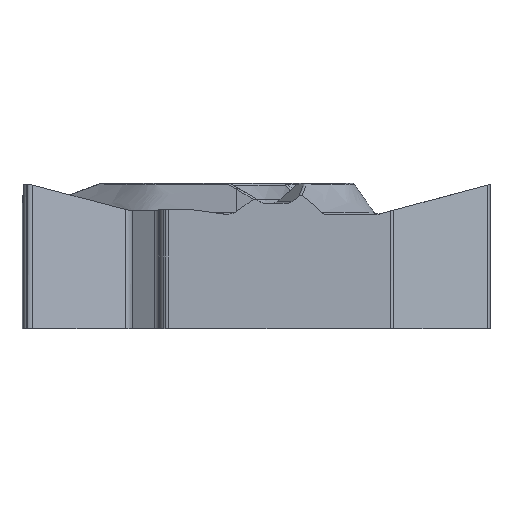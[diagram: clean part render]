
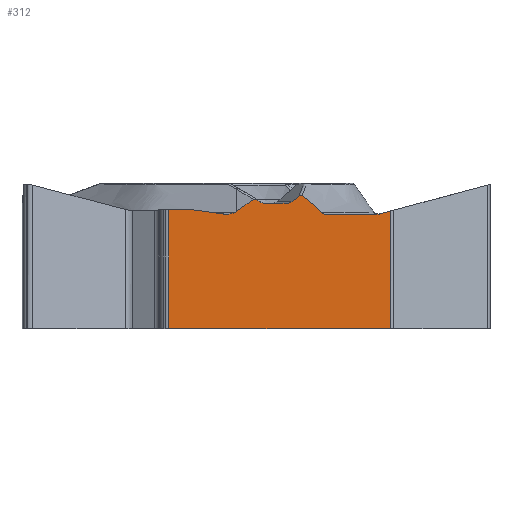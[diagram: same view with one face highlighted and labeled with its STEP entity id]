
A CAD part, left-side view. The second image highlights one B-rep face of the part: STEP entity #312.
In plain terms, the highlighted planar face has unit normal (-1, 0, 0).
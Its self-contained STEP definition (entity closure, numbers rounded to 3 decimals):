
#137=FACE_OUTER_BOUND('',#513,.T.);
#278=ELLIPSE('',#2509,0.309,0.3);
#279=ELLIPSE('',#2510,0.309,0.3);
#280=ELLIPSE('',#2511,0.149,0.1);
#281=ELLIPSE('',#2512,1.,0.5);
#312=ADVANCED_FACE('',(#137),#458,.F.);
#458=PLANE('',#2513);
#513=EDGE_LOOP('',(#999,#1000,#1001,#1002,#1003,#1004,#1005,#1006,#1007,
#1008,#1009,#1010,#1011,#1012,#1013,#1014,#1015,#1016,#1017,#1018,#1019));
#662=LINE('',#3783,#809);
#683=LINE('',#3867,#830);
#684=LINE('',#3869,#831);
#685=LINE('',#3873,#832);
#686=LINE('',#3908,#833);
#687=LINE('',#3912,#834);
#688=LINE('',#3916,#835);
#689=LINE('',#3920,#836);
#690=LINE('',#3940,#837);
#691=LINE('',#3942,#838);
#692=LINE('',#3944,#839);
#809=VECTOR('',#2730,1.);
#830=VECTOR('',#2795,1.);
#831=VECTOR('',#2796,1.);
#832=VECTOR('',#2799,1.);
#833=VECTOR('',#2800,1.);
#834=VECTOR('',#2803,1.);
#835=VECTOR('',#2806,1.);
#836=VECTOR('',#2809,1.);
#837=VECTOR('',#2812,1.);
#838=VECTOR('',#2813,1.);
#839=VECTOR('',#2814,1.);
#999=ORIENTED_EDGE('',*,*,#1908,.F.);
#1000=ORIENTED_EDGE('',*,*,#1950,.T.);
#1001=ORIENTED_EDGE('',*,*,#1951,.T.);
#1002=ORIENTED_EDGE('',*,*,#1952,.T.);
#1003=ORIENTED_EDGE('',*,*,#1953,.T.);
#1004=ORIENTED_EDGE('',*,*,#1954,.T.);
#1005=ORIENTED_EDGE('',*,*,#1955,.F.);
#1006=ORIENTED_EDGE('',*,*,#1956,.F.);
#1007=ORIENTED_EDGE('',*,*,#1957,.T.);
#1008=ORIENTED_EDGE('',*,*,#1958,.T.);
#1009=ORIENTED_EDGE('',*,*,#1959,.T.);
#1010=ORIENTED_EDGE('',*,*,#1960,.T.);
#1011=ORIENTED_EDGE('',*,*,#1961,.T.);
#1012=ORIENTED_EDGE('',*,*,#1962,.F.);
#1013=ORIENTED_EDGE('',*,*,#1963,.T.);
#1014=ORIENTED_EDGE('',*,*,#1964,.F.);
#1015=ORIENTED_EDGE('',*,*,#1965,.T.);
#1016=ORIENTED_EDGE('',*,*,#1966,.T.);
#1017=ORIENTED_EDGE('',*,*,#1967,.T.);
#1018=ORIENTED_EDGE('',*,*,#1968,.T.);
#1019=ORIENTED_EDGE('',*,*,#1969,.T.);
#1684=VERTEX_POINT('',#3781);
#1686=VERTEX_POINT('',#3784);
#1727=VERTEX_POINT('',#3868);
#1728=VERTEX_POINT('',#3870);
#1729=VERTEX_POINT('',#3872);
#1730=VERTEX_POINT('',#3874);
#1731=VERTEX_POINT('',#3885);
#1732=VERTEX_POINT('',#3893);
#1733=VERTEX_POINT('',#3907);
#1734=VERTEX_POINT('',#3909);
#1735=VERTEX_POINT('',#3911);
#1736=VERTEX_POINT('',#3913);
#1737=VERTEX_POINT('',#3915);
#1738=VERTEX_POINT('',#3917);
#1739=VERTEX_POINT('',#3919);
#1740=VERTEX_POINT('',#3921);
#1741=VERTEX_POINT('',#3926);
#1742=VERTEX_POINT('',#3937);
#1743=VERTEX_POINT('',#3939);
#1744=VERTEX_POINT('',#3941);
#1745=VERTEX_POINT('',#3943);
#1908=EDGE_CURVE('',#1684,#1686,#662,.T.);
#1950=EDGE_CURVE('',#1684,#1727,#683,.T.);
#1951=EDGE_CURVE('',#1727,#1728,#684,.T.);
#1952=EDGE_CURVE('',#1728,#1729,#2293,.T.);
#1953=EDGE_CURVE('',#1729,#1730,#685,.T.);
#1954=EDGE_CURVE('',#1730,#1731,#2376,.T.);
#1955=EDGE_CURVE('',#1732,#1731,#2377,.T.);
#1956=EDGE_CURVE('',#1733,#1732,#2378,.T.);
#1957=EDGE_CURVE('',#1733,#1734,#686,.T.);
#1958=EDGE_CURVE('',#1734,#1735,#278,.T.);
#1959=EDGE_CURVE('',#1735,#1736,#687,.T.);
#1960=EDGE_CURVE('',#1736,#1737,#279,.T.);
#1961=EDGE_CURVE('',#1737,#1738,#688,.T.);
#1962=EDGE_CURVE('',#1739,#1738,#280,.T.);
#1963=EDGE_CURVE('',#1739,#1740,#689,.T.);
#1964=EDGE_CURVE('',#1741,#1740,#2379,.T.);
#1965=EDGE_CURVE('',#1741,#1742,#2380,.T.);
#1966=EDGE_CURVE('',#1742,#1743,#281,.T.);
#1967=EDGE_CURVE('',#1743,#1744,#690,.T.);
#1968=EDGE_CURVE('',#1744,#1745,#691,.T.);
#1969=EDGE_CURVE('',#1745,#1686,#692,.T.);
#2293=CIRCLE('',#2508,0.5);
#2376=B_SPLINE_CURVE_WITH_KNOTS('',3,(#3875,#3876,#3877,#3878,#3879,#3880,
#3881,#3882,#3883,#3884),.UNSPECIFIED.,.F.,.F.,(4,3,3,4),(0.,0.468,
0.914,1.),.UNSPECIFIED.);
#2377=B_SPLINE_CURVE_WITH_KNOTS('',3,(#3886,#3887,#3888,#3889,#3890,#3891,
#3892),.UNSPECIFIED.,.F.,.F.,(4,3,4),(0.,0.411,1.),
 .UNSPECIFIED.);
#2378=B_SPLINE_CURVE_WITH_KNOTS('',3,(#3894,#3895,#3896,#3897,#3898,#3899,
#3900,#3901,#3902,#3903,#3904,#3905,#3906),.UNSPECIFIED.,.F.,.F.,(4,3,3,
3,4),(0.,0.265,0.53,0.788,1.),
 .UNSPECIFIED.);
#2379=B_SPLINE_CURVE_WITH_KNOTS('',3,(#3922,#3923,#3924,#3925),
 .UNSPECIFIED.,.F.,.F.,(4,4),(0.,1.),.UNSPECIFIED.);
#2380=B_SPLINE_CURVE_WITH_KNOTS('',3,(#3927,#3928,#3929,#3930,#3931,#3932,
#3933,#3934,#3935,#3936),.UNSPECIFIED.,.F.,.F.,(4,3,3,4),(0.,0.331,
0.914,1.),.UNSPECIFIED.);
#2508=AXIS2_PLACEMENT_3D('',#3871,#2797,#2798);
#2509=AXIS2_PLACEMENT_3D('',#3910,#2801,#2802);
#2510=AXIS2_PLACEMENT_3D('',#3914,#2804,#2805);
#2511=AXIS2_PLACEMENT_3D('',#3918,#2807,#2808);
#2512=AXIS2_PLACEMENT_3D('',#3938,#2810,#2811);
#2513=AXIS2_PLACEMENT_3D('',#3945,#2815,#2816);
#2730=DIRECTION('',(0.,1.,0.));
#2795=DIRECTION('',(0.,0.,1.));
#2796=DIRECTION('',(0.,0.966,-0.259));
#2797=DIRECTION('',(1.,0.,0.));
#2798=DIRECTION('',(0.,1.,0.));
#2799=DIRECTION('',(0.,1.,0.));
#2800=DIRECTION('',(0.,0.775,-0.631));
#2801=DIRECTION('',(1.,0.,0.));
#2802=DIRECTION('',(0.,1.,0.));
#2803=DIRECTION('',(0.,1.,0.));
#2804=DIRECTION('',(1.,0.,0.));
#2805=DIRECTION('',(0.,1.,0.));
#2806=DIRECTION('',(0.,0.775,0.631));
#2807=DIRECTION('',(1.,0.,0.));
#2808=DIRECTION('',(0.,-0.858,-0.514));
#2809=DIRECTION('',(0.,0.814,-0.581));
#2810=DIRECTION('',(1.,0.,0.));
#2811=DIRECTION('',(0.,1.,0.));
#2812=DIRECTION('',(0.,0.991,0.133));
#2813=DIRECTION('',(0.,1.,0.));
#2814=DIRECTION('',(0.,0.,-1.));
#2815=DIRECTION('',(1.,0.,0.));
#2816=DIRECTION('',(0.,1.,0.));
#3781=CARTESIAN_POINT('',(-6.35,-6.198,-5.56));
#3783=CARTESIAN_POINT('',(-6.35,5.476,-5.56));
#3784=CARTESIAN_POINT('',(-6.35,2.734,-5.56));
#3867=CARTESIAN_POINT('',(-6.35,-6.198,25.));
#3868=CARTESIAN_POINT('',(-6.35,-6.198,-0.831));
#3869=CARTESIAN_POINT('',(-6.35,-6.873,-0.65));
#3870=CARTESIAN_POINT('',(-6.35,-5.781,-0.943));
#3871=CARTESIAN_POINT('',(-6.35,-5.651,-0.46));
#3872=CARTESIAN_POINT('',(-6.35,-5.651,-0.96));
#3873=CARTESIAN_POINT('',(-6.35,0.,-0.96));
#3874=CARTESIAN_POINT('',(-6.35,-3.587,-0.96));
#3875=CARTESIAN_POINT('',(-6.35,-3.587,-0.96));
#3876=CARTESIAN_POINT('',(-6.35,-3.56,-0.96));
#3877=CARTESIAN_POINT('',(-6.35,-3.531,-0.955));
#3878=CARTESIAN_POINT('',(-6.35,-3.505,-0.945));
#3879=CARTESIAN_POINT('',(-6.35,-3.48,-0.936));
#3880=CARTESIAN_POINT('',(-6.35,-3.457,-0.922));
#3881=CARTESIAN_POINT('',(-6.35,-3.436,-0.905));
#3882=CARTESIAN_POINT('',(-6.35,-3.433,-0.902));
#3883=CARTESIAN_POINT('',(-6.35,-3.429,-0.898));
#3884=CARTESIAN_POINT('',(-6.35,-3.425,-0.894));
#3885=CARTESIAN_POINT('',(-6.35,-3.425,-0.894));
#3886=CARTESIAN_POINT('',(-6.35,-2.636,-0.216));
#3887=CARTESIAN_POINT('',(-6.35,-2.751,-0.3));
#3888=CARTESIAN_POINT('',(-6.35,-2.863,-0.388));
#3889=CARTESIAN_POINT('',(-6.35,-2.972,-0.48));
#3890=CARTESIAN_POINT('',(-6.35,-3.129,-0.611));
#3891=CARTESIAN_POINT('',(-6.35,-3.28,-0.75));
#3892=CARTESIAN_POINT('',(-6.35,-3.425,-0.894));
#3893=CARTESIAN_POINT('',(-6.35,-2.636,-0.216));
#3894=CARTESIAN_POINT('',(-6.35,-2.515,-0.22));
#3895=CARTESIAN_POINT('',(-6.35,-2.524,-0.213));
#3896=CARTESIAN_POINT('',(-6.35,-2.534,-0.207));
#3897=CARTESIAN_POINT('',(-6.35,-2.545,-0.203));
#3898=CARTESIAN_POINT('',(-6.35,-2.556,-0.199));
#3899=CARTESIAN_POINT('',(-6.35,-2.567,-0.197));
#3900=CARTESIAN_POINT('',(-6.35,-2.579,-0.197));
#3901=CARTESIAN_POINT('',(-6.35,-2.59,-0.197));
#3902=CARTESIAN_POINT('',(-6.35,-2.601,-0.199));
#3903=CARTESIAN_POINT('',(-6.35,-2.611,-0.203));
#3904=CARTESIAN_POINT('',(-6.35,-2.62,-0.206));
#3905=CARTESIAN_POINT('',(-6.35,-2.628,-0.21));
#3906=CARTESIAN_POINT('',(-6.35,-2.636,-0.216));
#3907=CARTESIAN_POINT('',(-6.35,-2.515,-0.22));
#3908=CARTESIAN_POINT('',(-6.35,-13.351,8.602));
#3909=CARTESIAN_POINT('',(-6.35,-2.233,-0.45));
#3910=CARTESIAN_POINT('',(-6.35,-2.034,-0.22));
#3911=CARTESIAN_POINT('',(-6.35,-2.034,-0.52));
#3912=CARTESIAN_POINT('',(-6.35,0.,-0.52));
#3913=CARTESIAN_POINT('',(-6.35,-1.132,-0.52));
#3914=CARTESIAN_POINT('',(-6.35,-1.132,-0.22));
#3915=CARTESIAN_POINT('',(-6.35,-0.934,-0.45));
#3916=CARTESIAN_POINT('',(-6.35,12.088,10.152));
#3917=CARTESIAN_POINT('',(-6.35,-0.863,-0.392));
#3918=CARTESIAN_POINT('',(-6.35,-0.786,-0.46));
#3919=CARTESIAN_POINT('',(-6.35,-0.678,-0.363));
#3920=CARTESIAN_POINT('',(-6.35,-12.224,7.882));
#3921=CARTESIAN_POINT('',(-6.35,0.,-0.847));
#3922=CARTESIAN_POINT('',(-6.35,0.033,-0.871));
#3923=CARTESIAN_POINT('',(-6.35,0.022,-0.863));
#3924=CARTESIAN_POINT('',(-6.35,0.011,-0.855));
#3925=CARTESIAN_POINT('',(-6.35,0.,-0.847));
#3926=CARTESIAN_POINT('',(-6.35,0.033,-0.871));
#3927=CARTESIAN_POINT('',(-6.35,0.033,-0.871));
#3928=CARTESIAN_POINT('',(-6.35,0.069,-0.896));
#3929=CARTESIAN_POINT('',(-6.35,0.11,-0.914));
#3930=CARTESIAN_POINT('',(-6.35,0.151,-0.927));
#3931=CARTESIAN_POINT('',(-6.35,0.225,-0.95));
#3932=CARTESIAN_POINT('',(-6.35,0.303,-0.959));
#3933=CARTESIAN_POINT('',(-6.35,0.38,-0.958));
#3934=CARTESIAN_POINT('',(-6.35,0.391,-0.958));
#3935=CARTESIAN_POINT('',(-6.35,0.402,-0.958));
#3936=CARTESIAN_POINT('',(-6.35,0.414,-0.957));
#3937=CARTESIAN_POINT('',(-6.35,0.414,-0.957));
#3938=CARTESIAN_POINT('',(-6.35,0.304,-0.46));
#3939=CARTESIAN_POINT('',(-6.35,0.563,-0.943));
#3940=CARTESIAN_POINT('',(-6.35,8.803,0.161));
#3941=CARTESIAN_POINT('',(-6.35,1.821,-0.774));
#3942=CARTESIAN_POINT('',(-6.35,5.476,-0.774));
#3943=CARTESIAN_POINT('',(-6.35,2.734,-0.774));
#3944=CARTESIAN_POINT('',(-6.35,2.734,25.));
#3945=CARTESIAN_POINT('',(-6.35,5.476,25.));
